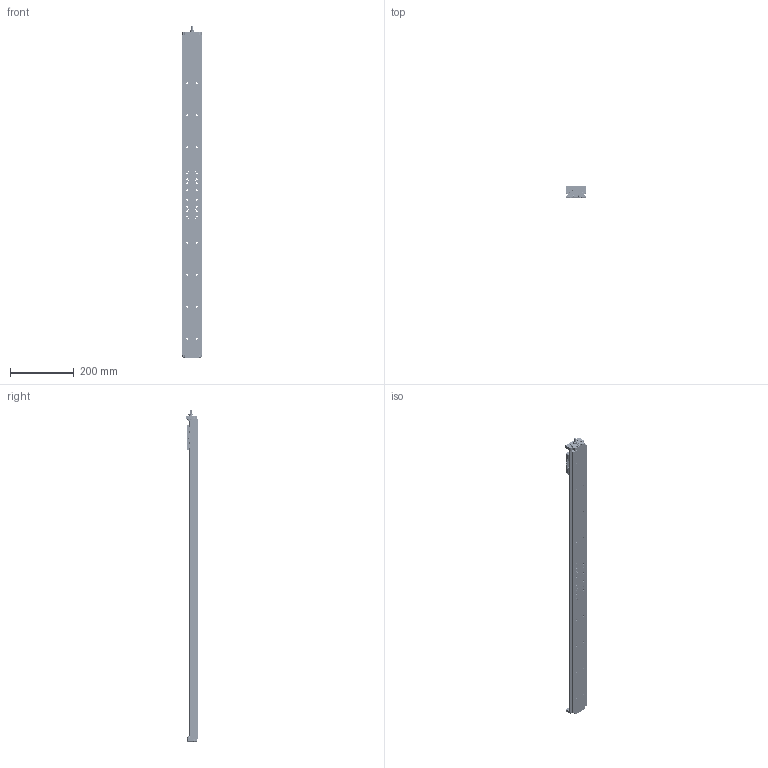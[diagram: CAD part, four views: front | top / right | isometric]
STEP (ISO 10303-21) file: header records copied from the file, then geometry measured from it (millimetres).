
FILE_DESCRIPTION (( 'STEP AP203' ), '1' );
FILE_NAME ('LAHP-33TM910LP25.step', '2020-12-09T22:28:53', ( '' ), ( '' ), 'SwSTEP 2.0', 'SolidWorks 2019', '' );
FILE_SCHEMA (( 'CONFIG_CONTROL_DESIGN' ));
Length unit declared in the file: inch
Products named in the file (3): LAHP-33TM910LP25_CARRIAGE; LAHP-33TM910LP25; LAHP-33TM910LP25_BASE
Assembly tree (2 placements, depth 2):
  LAHP-33TM910LP25
    LAHP-33TM910LP25_BASE
    LAHP-33TM910LP25_CARRIAGE
Bounding box: 60 x 34.59 x 1039.06 mm (x, y, z)
Volume: 875279.2 mm3; surface area: 318515.2 mm2
Topology: 2 solids, 296 shells, 6437 faces, 15015 edges, 9049 vertices
Faces by surface type: plane 2962, cylinder 1909, cone 1259, bspline 307
Entity records: 192952 total; most frequent: CARTESIAN_POINT 45594, DIRECTION 32542, ORIENTED_EDGE 28770, EDGE_CURVE 14385, AXIS2_PLACEMENT_3D 12417, VERTEX_POINT 9049, VECTOR 7708, LINE 7708
